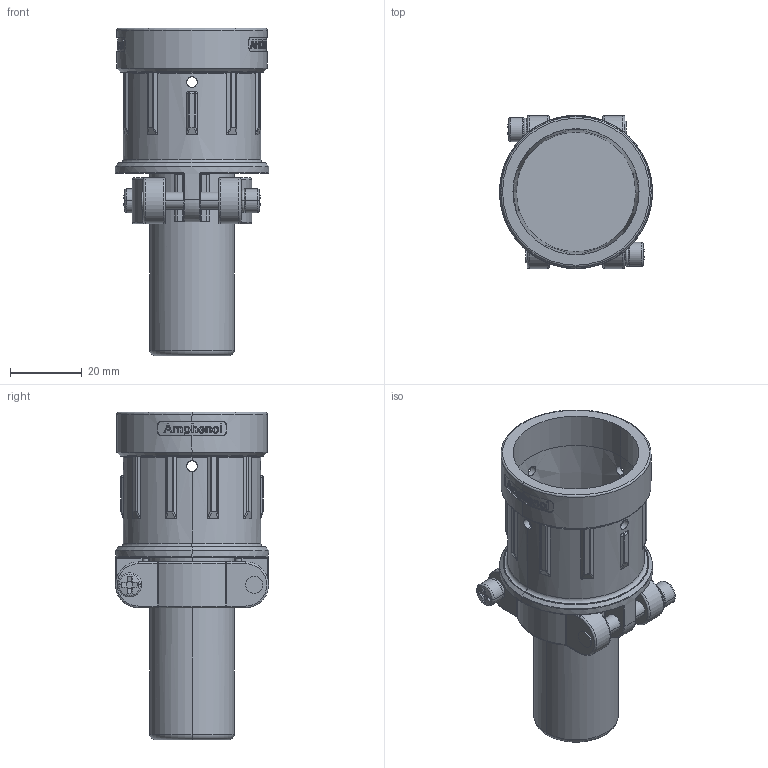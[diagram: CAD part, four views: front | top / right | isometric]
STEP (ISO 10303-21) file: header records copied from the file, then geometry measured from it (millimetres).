
FILE_DESCRIPTION((''),'2;1');
FILE_NAME('CP-M0841-24','2019-07-18T',('Joe.Song'),(''),'PRO/ENGINEER BY PARAMETRIC TECHNOLOGY CORPORATION, 2016360','PRO/ENGINEER BY PARAMETRIC TECHNOLOGY CORPORATION, 2016360','');
FILE_SCHEMA(('CONFIG_CONTROL_DESIGN'));
Length unit declared in the file: millimetre
Products named in the file (1): CP-M0841-24
Bounding box: 42.75 x 42.75 x 91.35 mm (x, y, z)
Volume: 45556.7 mm3; surface area: 19761.6 mm2
Topology: 1 solids, 3 shells, 884 faces, 2233 edges, 1398 vertices
Faces by surface type: plane 262, cylinder 246, bspline 236, torus 86, sphere 48, cone 6
Entity records: 38243 total; most frequent: CARTESIAN_POINT 18287, ORIENTED_EDGE 4466, DIRECTION 3640, EDGE_CURVE 2233, VERTEX_POINT 1398, AXIS2_PLACEMENT_3D 1346, VECTOR 948, LINE 948
